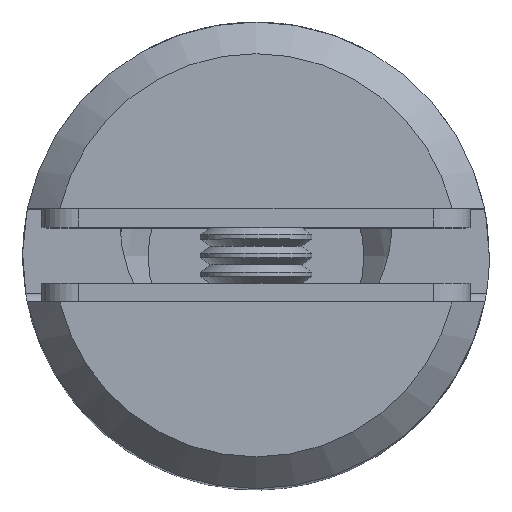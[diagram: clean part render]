
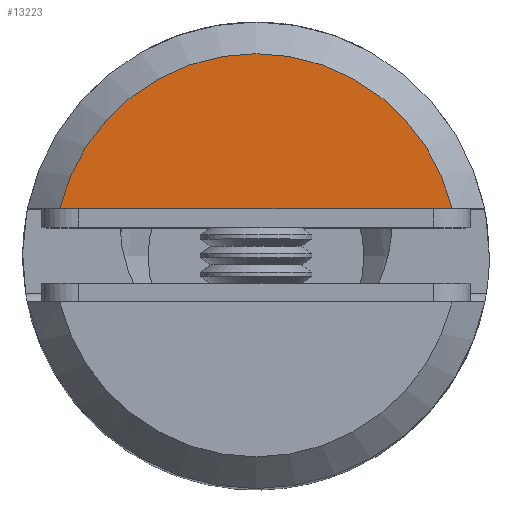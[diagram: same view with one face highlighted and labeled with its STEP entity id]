
A CAD part, top view. The second image highlights one B-rep face of the part: STEP entity #13223.
In plain terms, the highlighted planar face has unit normal (0, 0, 1).
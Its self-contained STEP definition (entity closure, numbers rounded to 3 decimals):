
#728 = CARTESIAN_POINT ( 'NONE',  ( 10.507, 2.5, 24.5 ) ) ;
#850 = DIRECTION ( 'NONE',  ( 0., 0., 1. ) ) ;
#1796 = DIRECTION ( 'NONE',  ( 1., 0., 0. ) ) ;
#1957 = DIRECTION ( 'NONE',  ( 0., 0., 1. ) ) ;
#2290 = VERTEX_POINT ( 'NONE', #728 ) ;
#3079 = ORIENTED_EDGE ( 'NONE', *, *, #12049, .T. ) ;
#3741 = DIRECTION ( 'NONE',  ( 1., 0., 0. ) ) ;
#4294 = FACE_OUTER_BOUND ( 'NONE', #13175, .T. ) ;
#5573 = CARTESIAN_POINT ( 'NONE',  ( 0., 0., 24.5 ) ) ;
#7400 = CARTESIAN_POINT ( 'NONE',  ( -10.507, 2.5, 24.5 ) ) ;
#7894 = ORIENTED_EDGE ( 'NONE', *, *, #12004, .T. ) ;
#8058 = CARTESIAN_POINT ( 'NONE',  ( 0., 0., 24.5 ) ) ;
#11579 = VERTEX_POINT ( 'NONE', #7400 ) ;
#12004 = EDGE_CURVE ( 'NONE', #2290, #11579, #22213, .T. ) ;
#12049 = EDGE_CURVE ( 'NONE', #11579, #2290, #16443, .T. ) ;
#13175 = EDGE_LOOP ( 'NONE', ( #3079, #7894 ) ) ;
#13223 = ADVANCED_FACE ( 'NONE', ( #4294 ), #20916, .T. ) ;
#15563 = VECTOR ( 'NONE', #1796, 1000. ) ;
#15748 = AXIS2_PLACEMENT_3D ( 'NONE', #5573, #1957, #3741 ) ;
#15917 = AXIS2_PLACEMENT_3D ( 'NONE', #8058, #850, #17369 ) ;
#16443 = LINE ( 'NONE', #22179, #15563 ) ;
#17369 = DIRECTION ( 'NONE',  ( 1., 0., 0. ) ) ;
#20916 = PLANE ( 'NONE',  #15917 ) ;
#22179 = CARTESIAN_POINT ( 'NONE',  ( -12.247, 2.5, 24.5 ) ) ;
#22213 = CIRCLE ( 'NONE', #15748, 10.8 ) ;
